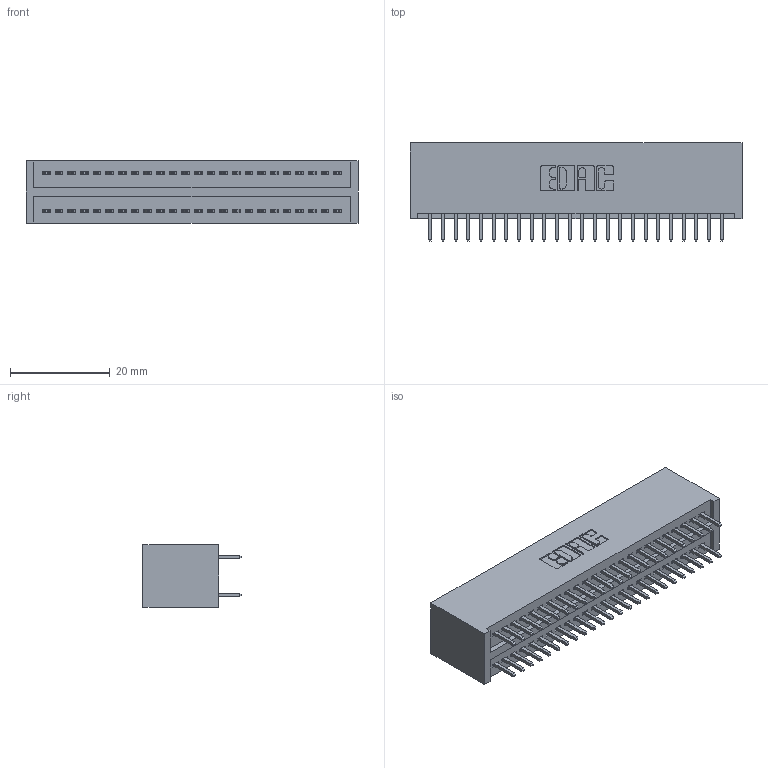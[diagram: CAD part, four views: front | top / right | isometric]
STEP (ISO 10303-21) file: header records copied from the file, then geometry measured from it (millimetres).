
FILE_DESCRIPTION (( 'STEP AP203' ), '1' );
FILE_NAME ('325-048-520-201.STEP', '2020-02-24T23:24:01', ( '' ), ( '' ), 'SwSTEP 2.0', 'SolidWorks 2016', '' );
FILE_SCHEMA (( 'CONFIG_CONTROL_DESIGN' ));
Length unit declared in the file: inch
Products named in the file (3): 325 Part_Lugless; 325-048-520-201; 325-292-001_325-293-120
Assembly tree (49 placements, depth 2):
  325-048-520-201
    325 Part_Lugless
    325-292-001_325-293-120  x48
Bounding box: 66.6 x 19.68 x 12.45 mm (x, y, z)
Volume: 9035 mm3; surface area: 11072.9 mm2
Topology: 49 solids, 49 shells, 2602 faces, 7727 edges, 5086 vertices
Faces by surface type: plane 1794, cylinder 808
Entity records: 17509 total; most frequent: CARTESIAN_POINT 2922, ORIENTED_EDGE 2858, DIRECTION 2521, EDGE_CURVE 1429, LINE 1309, VECTOR 1309, VERTEX_POINT 950, AXIS2_PLACEMENT_3D 606
